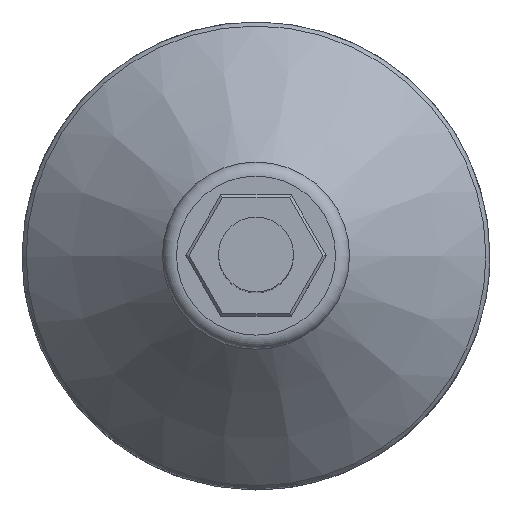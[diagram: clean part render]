
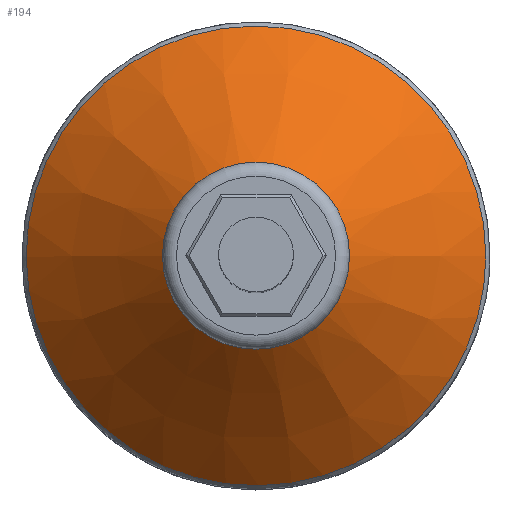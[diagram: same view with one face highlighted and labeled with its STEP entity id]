
A CAD part, top view. The second image highlights one B-rep face of the part: STEP entity #194.
In plain terms, the highlighted conical face has half-angle 45 degrees and reference radius 25 mm.
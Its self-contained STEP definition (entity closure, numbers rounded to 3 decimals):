
#93 = VERTEX_POINT('',#94);
#94 = CARTESIAN_POINT('',(24.561,0.,8.439));
#100 = EDGE_CURVE('',#93,#93,#101,.T.);
#101 = ( BOUNDED_CURVE() B_SPLINE_CURVE(10,(#102,#103,#104,#105,#106,
    #107,#108,#109,#110,#111,#112,#113,#114,#115,#116,#117,#118,#119,
#120,#121),.UNSPECIFIED.,.T.,.F.) B_SPLINE_CURVE_WITH_KNOTS((11,9,11),(
    0.,78.54,157.08),.UNSPECIFIED.) 
CURVE() GEOMETRIC_REPRESENTATION_ITEM() RATIONAL_B_SPLINE_CURVE((1.,1.,
    1.,1.,1.,1.,1.,1.,1.,1.,1.,1.,1.,1.,1.,1.,1.
,1.,1.,1.)) REPRESENTATION_ITEM('') );
#102 = CARTESIAN_POINT('',(24.561,0.,8.439));
#103 = CARTESIAN_POINT('',(24.561,7.604,8.439)
  );
#104 = CARTESIAN_POINT('',(21.944,15.324,8.439)
  );
#105 = CARTESIAN_POINT('',(16.581,22.076,8.439)
  );
#106 = CARTESIAN_POINT('',(8.892,26.676,8.439
    ));
#107 = CARTESIAN_POINT('',(-0.006,28.243,
    8.439));
#108 = CARTESIAN_POINT('',(-8.871,26.638,
    8.439));
#109 = CARTESIAN_POINT('',(-16.482,22.089,8.439)
  );
#110 = CARTESIAN_POINT('',(-21.867,15.432,8.439
    ));
#111 = CARTESIAN_POINT('',(-24.561,7.716,8.439)
  );
#112 = CARTESIAN_POINT('',(-24.561,-7.716,8.439
    ));
#113 = CARTESIAN_POINT('',(-21.867,-15.432,8.439
    ));
#114 = CARTESIAN_POINT('',(-16.482,-22.089,8.439
    ));
#115 = CARTESIAN_POINT('',(-8.871,-26.638,8.439
    ));
#116 = CARTESIAN_POINT('',(-0.006,-28.243,
    8.439));
#117 = CARTESIAN_POINT('',(8.892,-26.676,8.439)
  );
#118 = CARTESIAN_POINT('',(16.581,-22.076,8.439)
  );
#119 = CARTESIAN_POINT('',(21.944,-15.324,8.439
    ));
#120 = CARTESIAN_POINT('',(24.561,-7.604,8.439)
  );
#121 = CARTESIAN_POINT('',(24.561,0.,
    8.439));
#194 = ADVANCED_FACE('',(#195),#214,.T.);
#195 = FACE_BOUND('',#196,.T.);
#196 = EDGE_LOOP('',(#197,#205,#206,#207));
#197 = ORIENTED_EDGE('',*,*,#198,.F.);
#198 = EDGE_CURVE('',#93,#199,#201,.T.);
#199 = VERTEX_POINT('',#200);
#200 = CARTESIAN_POINT('',(10.,0.,23.));
#201 = LINE('',#202,#203);
#202 = CARTESIAN_POINT('',(25.,0.,8.));
#203 = VECTOR('',#204,1.);
#204 = DIRECTION('',(-0.707,0.,0.707));
#205 = ORIENTED_EDGE('',*,*,#100,.T.);
#206 = ORIENTED_EDGE('',*,*,#198,.T.);
#207 = ORIENTED_EDGE('',*,*,#208,.F.);
#208 = EDGE_CURVE('',#199,#199,#209,.T.);
#209 = CIRCLE('',#210,10.);
#210 = AXIS2_PLACEMENT_3D('',#211,#212,#213);
#211 = CARTESIAN_POINT('',(0.,0.,23.));
#212 = DIRECTION('',(0.,0.,1.));
#213 = DIRECTION('',(1.,0.,0.));
#214 = CONICAL_SURFACE('',#215,25.,0.785);
#215 = AXIS2_PLACEMENT_3D('',#216,#217,#218);
#216 = CARTESIAN_POINT('',(0.,0.,8.));
#217 = DIRECTION('',(-0.,-0.,-1.));
#218 = DIRECTION('',(1.,0.,0.));
